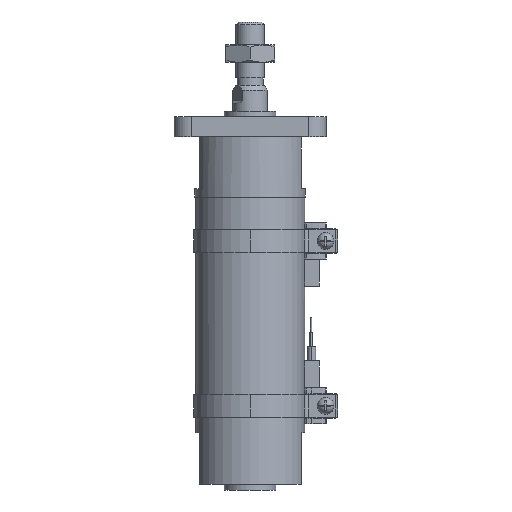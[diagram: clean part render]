
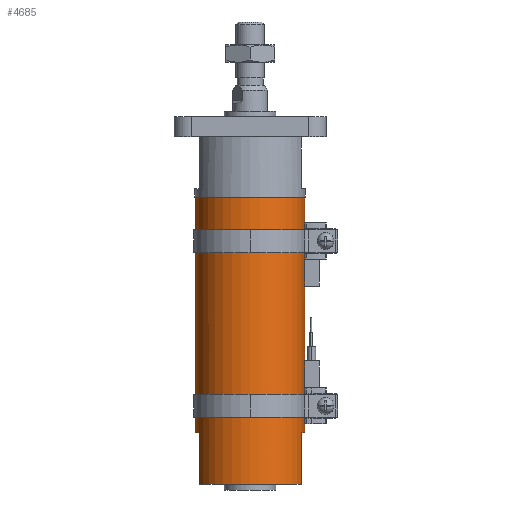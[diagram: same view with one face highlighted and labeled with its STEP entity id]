
A CAD part, front view. The second image highlights one B-rep face of the part: STEP entity #4685.
In plain terms, the highlighted cylindrical face has radius 19 mm (diameter 38 mm), a partial arc.
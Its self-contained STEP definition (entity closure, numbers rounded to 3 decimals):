
#196 = ORIENTED_EDGE ( 'NONE', *, *, #10302, .F. ) ;
#738 = CIRCLE ( 'NONE', #5456, 19. ) ;
#943 = CARTESIAN_POINT ( 'NONE',  ( 19., 0., -32. ) ) ;
#1111 = CARTESIAN_POINT ( 'NONE',  ( -19., 0., 50. ) ) ;
#1297 = DIRECTION ( 'NONE',  ( 1., 0., 0. ) ) ;
#1426 = CIRCLE ( 'NONE', #10694, 19. ) ;
#1784 = DIRECTION ( 'NONE',  ( 1., 0., 0. ) ) ;
#1861 = ORIENTED_EDGE ( 'NONE', *, *, #12785, .F. ) ;
#1951 = EDGE_CURVE ( 'NONE', #12890, #4504, #13309, .T. ) ;
#2112 = AXIS2_PLACEMENT_3D ( 'NONE', #10683, #11765, #7490 ) ;
#2309 = AXIS2_PLACEMENT_3D ( 'NONE', #11572, #3101, #4094 ) ;
#2690 = VECTOR ( 'NONE', #11466, 1000. ) ;
#2910 = DIRECTION ( 'NONE',  ( 0., 0., 1. ) ) ;
#2936 = ORIENTED_EDGE ( 'NONE', *, *, #12662, .F. ) ;
#3101 = DIRECTION ( 'NONE',  ( 0., 0., -1. ) ) ;
#3220 = VERTEX_POINT ( 'NONE', #943 ) ;
#3222 = CYLINDRICAL_SURFACE ( 'NONE', #2309, 19. ) ;
#3734 = CARTESIAN_POINT ( 'NONE',  ( -19., 0., 103.74 ) ) ;
#3934 = CARTESIAN_POINT ( 'NONE',  ( 0., 0., -32. ) ) ;
#3950 = CARTESIAN_POINT ( 'NONE',  ( 0., 0., -32. ) ) ;
#4094 = DIRECTION ( 'NONE',  ( -1., 0., 0. ) ) ;
#4504 = VERTEX_POINT ( 'NONE', #4707 ) ;
#4581 = EDGE_CURVE ( 'NONE', #4799, #7335, #738, .T. ) ;
#4685 = ADVANCED_FACE ( 'NONE', ( #13021 ), #3222, .T. ) ;
#4707 = CARTESIAN_POINT ( 'NONE',  ( 17.75, -6.778, -32. ) ) ;
#4755 = DIRECTION ( 'NONE',  ( 0., 0., -1. ) ) ;
#4799 = VERTEX_POINT ( 'NONE', #10749 ) ;
#4936 = CARTESIAN_POINT ( 'NONE',  ( 17.75, -6.778, -50. ) ) ;
#5031 = ORIENTED_EDGE ( 'NONE', *, *, #6351, .T. ) ;
#5256 = EDGE_CURVE ( 'NONE', #4504, #3220, #13026, .T. ) ;
#5280 = CARTESIAN_POINT ( 'NONE',  ( 19., 0., 103.74 ) ) ;
#5316 = LINE ( 'NONE', #5280, #11439 ) ;
#5456 = AXIS2_PLACEMENT_3D ( 'NONE', #3950, #6973, #12517 ) ;
#5572 = CARTESIAN_POINT ( 'NONE',  ( 0., 0., -50. ) ) ;
#6351 = EDGE_CURVE ( 'NONE', #7335, #12644, #6903, .T. ) ;
#6838 = VERTEX_POINT ( 'NONE', #8984 ) ;
#6903 = LINE ( 'NONE', #9279, #2690 ) ;
#6973 = DIRECTION ( 'NONE',  ( 0., 0., 1. ) ) ;
#7335 = VERTEX_POINT ( 'NONE', #12670 ) ;
#7490 = DIRECTION ( 'NONE',  ( 1., 0., 0. ) ) ;
#7739 = DIRECTION ( 'NONE',  ( 0., 0., -1. ) ) ;
#7880 = ORIENTED_EDGE ( 'NONE', *, *, #4581, .T. ) ;
#8039 = ORIENTED_EDGE ( 'NONE', *, *, #8751, .T. ) ;
#8325 = DIRECTION ( 'NONE',  ( 0., 0., 1. ) ) ;
#8368 = EDGE_LOOP ( 'NONE', ( #196, #2936, #8039, #7880, #5031, #1861, #9077, #10738 ) ) ;
#8537 = DIRECTION ( 'NONE',  ( 0., 0., -1. ) ) ;
#8751 = EDGE_CURVE ( 'NONE', #10912, #4799, #9762, .T. ) ;
#8984 = CARTESIAN_POINT ( 'NONE',  ( 19., 0., 50. ) ) ;
#9077 = ORIENTED_EDGE ( 'NONE', *, *, #1951, .T. ) ;
#9269 = VECTOR ( 'NONE', #4755, 1000. ) ;
#9279 = CARTESIAN_POINT ( 'NONE',  ( -17.75, -6.778, 103.74 ) ) ;
#9762 = LINE ( 'NONE', #3734, #9269 ) ;
#9933 = VECTOR ( 'NONE', #8325, 1000. ) ;
#10302 = EDGE_CURVE ( 'NONE', #6838, #3220, #5316, .T. ) ;
#10683 = CARTESIAN_POINT ( 'NONE',  ( 0., 0., 50. ) ) ;
#10694 = AXIS2_PLACEMENT_3D ( 'NONE', #5572, #7739, #1297 ) ;
#10738 = ORIENTED_EDGE ( 'NONE', *, *, #5256, .T. ) ;
#10749 = CARTESIAN_POINT ( 'NONE',  ( -19., 0., -32. ) ) ;
#10912 = VERTEX_POINT ( 'NONE', #1111 ) ;
#11385 = AXIS2_PLACEMENT_3D ( 'NONE', #3934, #2910, #1784 ) ;
#11439 = VECTOR ( 'NONE', #8537, 1000. ) ;
#11466 = DIRECTION ( 'NONE',  ( 0., 0., -1. ) ) ;
#11568 = CIRCLE ( 'NONE', #2112, 19. ) ;
#11572 = CARTESIAN_POINT ( 'NONE',  ( 0., 0., 103.74 ) ) ;
#11765 = DIRECTION ( 'NONE',  ( 0., 0., 1. ) ) ;
#12517 = DIRECTION ( 'NONE',  ( 1., 0., 0. ) ) ;
#12633 = CARTESIAN_POINT ( 'NONE',  ( 17.75, -6.778, 103.74 ) ) ;
#12644 = VERTEX_POINT ( 'NONE', #13896 ) ;
#12662 = EDGE_CURVE ( 'NONE', #10912, #6838, #11568, .T. ) ;
#12670 = CARTESIAN_POINT ( 'NONE',  ( -17.75, -6.778, -32. ) ) ;
#12785 = EDGE_CURVE ( 'NONE', #12890, #12644, #1426, .T. ) ;
#12890 = VERTEX_POINT ( 'NONE', #4936 ) ;
#13021 = FACE_OUTER_BOUND ( 'NONE', #8368, .T. ) ;
#13026 = CIRCLE ( 'NONE', #11385, 19. ) ;
#13309 = LINE ( 'NONE', #12633, #9933 ) ;
#13896 = CARTESIAN_POINT ( 'NONE',  ( -17.75, -6.778, -50. ) ) ;
